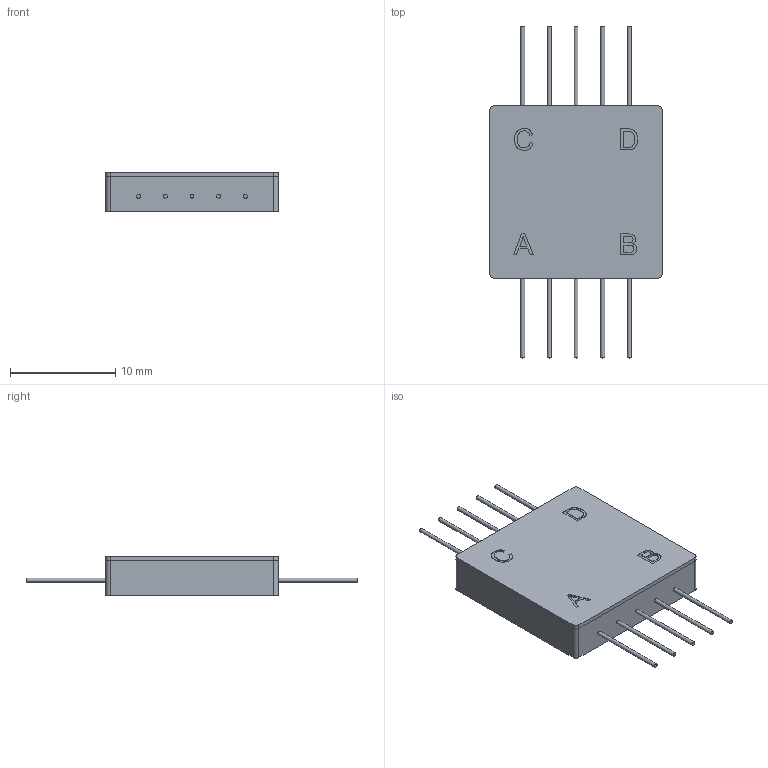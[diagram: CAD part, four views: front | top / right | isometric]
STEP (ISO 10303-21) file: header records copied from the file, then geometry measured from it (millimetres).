
FILE_DESCRIPTION(/* description */ (''),/* implementation_level */ '2;1');
FILE_NAME(/* name */ 'MACON_FP-3.stp',/* time_stamp */ '2017-02-20T14:45:55+01:00',/* author */ ('jchouvet'),/* organization */ (''),/* preprocessor_version */ 'ST-DEVELOPER v16.1',/* originating_system */ 'AutoCAD Mechanical',/* authorisation */ '');
FILE_SCHEMA (('AUTOMOTIVE_DESIGN { 1 0 10303 214 3 1 1 }'));
Length unit declared in the file: millimetre
Products named in the file (1): Product
Bounding box: 16.4 x 31.6 x 3.8 mm (x, y, z)
Volume: 1029.9 mm3; surface area: 1417.1 mm2
Topology: 12 solids, 12 shells, 352 faces, 960 edges, 640 vertices
Faces by surface type: plane 334, cylinder 18
Full cylindrical faces by diameter (mm): 0.38 x10
Entity records: 10898 total; most frequent: CARTESIAN_POINT 1943, ORIENTED_EDGE 1900, DIRECTION 1692, EDGE_CURVE 950, LINE 914, VECTOR 914, VERTEX_POINT 640, AXIS2_PLACEMENT_3D 389
